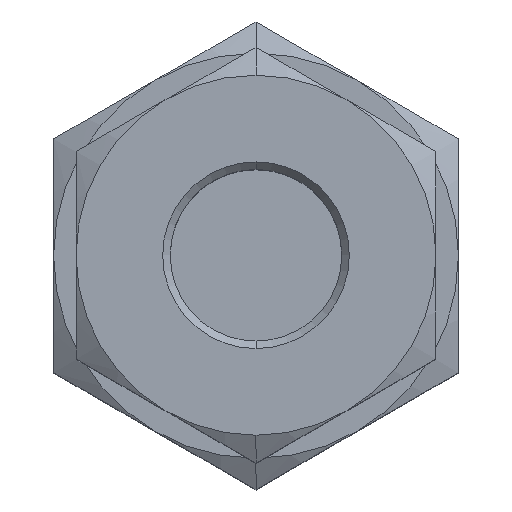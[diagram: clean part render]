
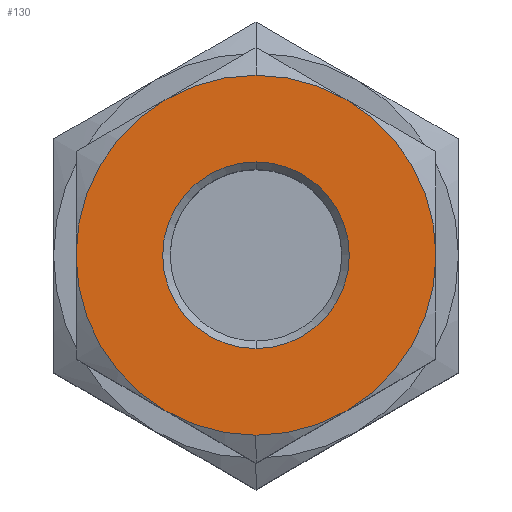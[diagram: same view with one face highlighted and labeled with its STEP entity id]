
A CAD part, top view. The second image highlights one B-rep face of the part: STEP entity #130.
In plain terms, the highlighted planar face has unit normal (0, 0, 1).
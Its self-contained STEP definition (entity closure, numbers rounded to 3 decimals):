
#130=ADVANCED_FACE('',(#310,#311),#312,.T.);
#310=FACE_OUTER_BOUND('',#522,.T.);
#311=FACE_BOUND('',#523,.T.);
#312=PLANE('',#524);
#522=EDGE_LOOP('',(#1212,#1213,#1214,#1215,#1216,#1217,#1218,#1219));
#523=EDGE_LOOP('',(#1220,#1221));
#524=AXIS2_PLACEMENT_3D('',#1222,#1223,#1224);
#1212=ORIENTED_EDGE('',*,*,#1499,.T.);
#1213=ORIENTED_EDGE('',*,*,#1498,.T.);
#1214=ORIENTED_EDGE('',*,*,#1319,.T.);
#1215=ORIENTED_EDGE('',*,*,#1497,.T.);
#1216=ORIENTED_EDGE('',*,*,#1496,.T.);
#1217=ORIENTED_EDGE('',*,*,#1495,.T.);
#1218=ORIENTED_EDGE('',*,*,#1494,.T.);
#1219=ORIENTED_EDGE('',*,*,#1323,.T.);
#1220=ORIENTED_EDGE('',*,*,#1316,.T.);
#1221=ORIENTED_EDGE('',*,*,#1500,.T.);
#1222=CARTESIAN_POINT('',(0.0,0.0,14.5));
#1223=DIRECTION('',(0.0,0.0,1.0));
#1224=DIRECTION('',(1.0,-0.0,0.0));
#1316=EDGE_CURVE('',#1730,#1728,#1731,.T.);
#1319=EDGE_CURVE('',#1736,#1733,#1737,.T.);
#1323=EDGE_CURVE('',#1740,#1742,#1744,.T.);
#1494=EDGE_CURVE('',#1996,#1740,#2019,.T.);
#1495=EDGE_CURVE('',#2001,#1996,#2020,.T.);
#1496=EDGE_CURVE('',#2006,#2001,#2021,.T.);
#1497=EDGE_CURVE('',#1733,#2006,#2022,.T.);
#1498=EDGE_CURVE('',#2013,#1736,#2023,.T.);
#1499=EDGE_CURVE('',#1742,#2013,#2024,.T.);
#1500=EDGE_CURVE('',#1728,#1730,#2025,.T.);
#1728=VERTEX_POINT('',#2111);
#1730=VERTEX_POINT('',#2114);
#1731=CIRCLE('',#2115,6.223);
#1733=VERTEX_POINT('',#2118);
#1736=VERTEX_POINT('',#2122);
#1737=CIRCLE('',#2123,12.0);
#1740=VERTEX_POINT('',#2133);
#1742=VERTEX_POINT('',#2136);
#1744=CIRCLE('',#2145,12.0);
#1996=VERTEX_POINT('',#2803);
#2001=VERTEX_POINT('',#2823);
#2006=VERTEX_POINT('',#2843);
#2013=VERTEX_POINT('',#2873);
#2019=CIRCLE('',#2901,12.0);
#2020=CIRCLE('',#2902,12.0);
#2021=CIRCLE('',#2903,12.0);
#2022=CIRCLE('',#2904,12.0);
#2023=CIRCLE('',#2905,12.0);
#2024=CIRCLE('',#2906,12.0);
#2025=CIRCLE('',#2907,6.223);
#2111=CARTESIAN_POINT('',(0.,6.223,14.5));
#2114=CARTESIAN_POINT('',(0.0,-6.223,14.5));
#2115=AXIS2_PLACEMENT_3D('',#3031,#3032,#3033);
#2118=CARTESIAN_POINT('',(0.,12.0,14.5));
#2122=CARTESIAN_POINT('',(6.,10.392,14.5));
#2123=AXIS2_PLACEMENT_3D('',#3036,#3037,#3038);
#2133=CARTESIAN_POINT('',(0.,-12.0,14.5));
#2136=CARTESIAN_POINT('',(6.,-10.392,14.5));
#2145=AXIS2_PLACEMENT_3D('',#3040,#3041,#3042);
#2803=CARTESIAN_POINT('',(-6.,-10.392,14.5));
#2823=CARTESIAN_POINT('',(-12.0,0.,14.5));
#2843=CARTESIAN_POINT('',(-6.,10.392,14.5));
#2873=CARTESIAN_POINT('',(12.0,0.,14.5));
#2901=AXIS2_PLACEMENT_3D('',#3249,#3250,#3251);
#2902=AXIS2_PLACEMENT_3D('',#3252,#3253,#3254);
#2903=AXIS2_PLACEMENT_3D('',#3255,#3256,#3257);
#2904=AXIS2_PLACEMENT_3D('',#3258,#3259,#3260);
#2905=AXIS2_PLACEMENT_3D('',#3261,#3262,#3263);
#2906=AXIS2_PLACEMENT_3D('',#3264,#3265,#3266);
#2907=AXIS2_PLACEMENT_3D('',#3267,#3268,#3269);
#3031=CARTESIAN_POINT('',(0.0,0.0,14.5));
#3032=DIRECTION('',(0.0,0.0,-1.0));
#3033=DIRECTION('',(0.0,1.0,0.0));
#3036=CARTESIAN_POINT('',(0.0,0.0,14.5));
#3037=DIRECTION('',(0.0,-0.0,1.0));
#3038=DIRECTION('',(0.5,0.866,0.0));
#3040=CARTESIAN_POINT('',(0.0,0.0,14.5));
#3041=DIRECTION('',(0.0,0.0,1.0));
#3042=DIRECTION('',(-0.5,-0.866,0.0));
#3249=CARTESIAN_POINT('',(0.0,0.0,14.5));
#3250=DIRECTION('',(0.0,0.0,1.0));
#3251=DIRECTION('',(-0.5,-0.866,0.0));
#3252=CARTESIAN_POINT('',(0.0,0.0,14.5));
#3253=DIRECTION('',(0.0,0.0,1.0));
#3254=DIRECTION('',(-1.0,0.,0.0));
#3255=CARTESIAN_POINT('',(0.0,0.0,14.5));
#3256=DIRECTION('',(0.0,0.0,1.0));
#3257=DIRECTION('',(-0.5,0.866,0.0));
#3258=CARTESIAN_POINT('',(0.0,0.0,14.5));
#3259=DIRECTION('',(0.0,-0.0,1.0));
#3260=DIRECTION('',(0.5,0.866,0.0));
#3261=CARTESIAN_POINT('',(0.0,0.0,14.5));
#3262=DIRECTION('',(0.0,0.0,1.0));
#3263=DIRECTION('',(1.0,0.,0.0));
#3264=CARTESIAN_POINT('',(0.0,0.0,14.5));
#3265=DIRECTION('',(0.0,0.0,1.0));
#3266=DIRECTION('',(0.5,-0.866,0.0));
#3267=CARTESIAN_POINT('',(0.0,0.0,14.5));
#3268=DIRECTION('',(0.0,0.0,-1.0));
#3269=DIRECTION('',(0.0,1.0,0.0));
